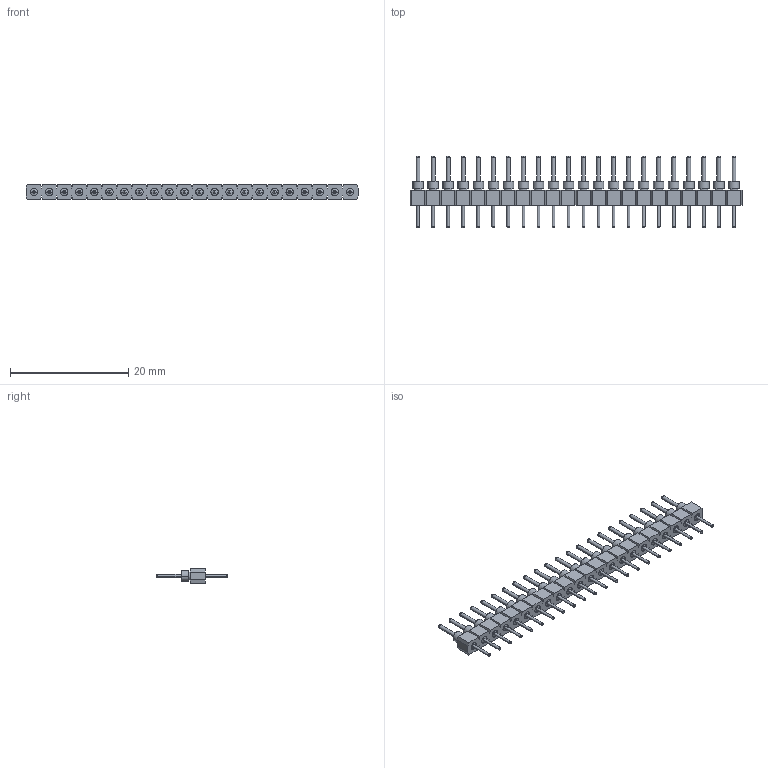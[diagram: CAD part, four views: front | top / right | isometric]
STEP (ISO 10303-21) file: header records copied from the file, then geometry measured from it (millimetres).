
FILE_DESCRIPTION(('STEP AP242'),'1');
FILE_NAME('ts-122-g-a.stp','2025-01-29T01:49:20',('TraceParts'),('TraceParts S.A.'),'Spatial InterOp 3D',' ',' ');
FILE_SCHEMA(('AP242_MANAGED_MODEL_BASED_3D_ENGINEERING_MIM_LF {1 0 10303 442 1 1 4}'));
Length unit declared in the file: millimetre
Products named in the file (1): ts-122-g-a
Bounding box: 56.08 x 12.12 x 2.54 mm (x, y, z)
Volume: 448.9 mm3; surface area: 1404.3 mm2
Topology: 1 solids, 1 shells, 752 faces, 1766 edges, 1148 vertices
Faces by surface type: cylinder 308, plane 268, cone 88, torus 88
Entity records: 27946 total; most frequent: DIRECTION 4240, CARTESIAN_POINT 3667, ORIENTED_EDGE 3532, EDGE_CURVE 1766, AXIS2_PLACEMENT_3D 1721, VERTEX_POINT 1148, CIRCLE 968, EDGE_LOOP 884
